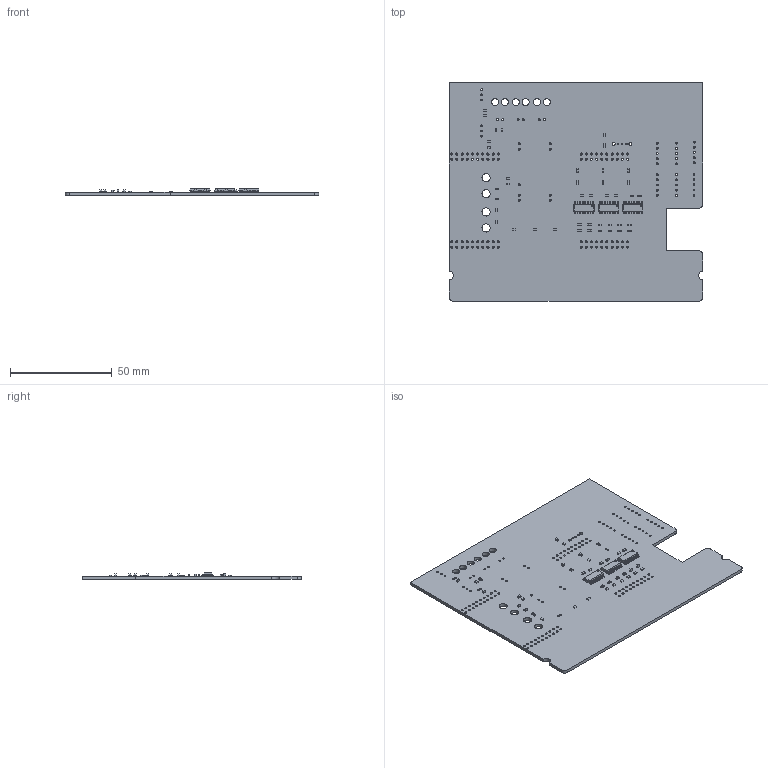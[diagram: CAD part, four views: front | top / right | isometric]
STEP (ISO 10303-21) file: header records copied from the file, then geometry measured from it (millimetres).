
FILE_DESCRIPTION(('KiCad electronic assembly'),'2;1');
FILE_NAME('DriveBoard2020.step','2019-11-22T17:05:07',('An Author'),( 'A Company'),'Open CASCADE STEP processor 6.9', 'KiCad to STEP converter','Unknown');
FILE_SCHEMA(('AUTOMOTIVE_DESIGN { 1 0 10303 214 1 1 1 1 }'));
Length unit declared in the file: millimetre
Products named in the file (10): Open CASCADE STEP translator 6.9 1; C_0603_1608Metric; SOLID; LED_0603_1608Metric; R_0603_1608Metric; SOIC-16_3.9x9.9mm_P1.27mm; COMPOUND
Assembly tree (49 placements, depth 3):
  Open CASCADE STEP translator 6.9 1
    C_0603_1608Metric  x10
      SOLID
    LED_0603_1608Metric  x14
      SOLID
    R_0603_1608Metric  x17
      SOLID
    SOIC-16_3.9x9.9mm_P1.27mm  x3
      SOLID
    COMPOUND
Bounding box: 124.46 x 107.44 x 3.4 mm (x, y, z)
Volume: 20656.4 mm3; surface area: 27885.9 mm2
Topology: 45 solids, 45 shells, 2418 faces, 6429 edges, 4138 vertices
Faces by surface type: plane 1583, cylinder 715, bspline 120
Full cylindrical faces by diameter (mm): 0.6 x3, 0.889 x6, 0.9 x39, 1 x89, 1.5 x2, 3.45 x6, 4.06 x4
Entity records: 41710 total; most frequent: CARTESIAN_POINT 8688, DIRECTION 5596, LINE 3406, VECTOR 3406, ORIENTED_EDGE 3004, PCURVE 3004, DEFINITIONAL_REPRESENTATION 3004, EDGE_CURVE 1502
